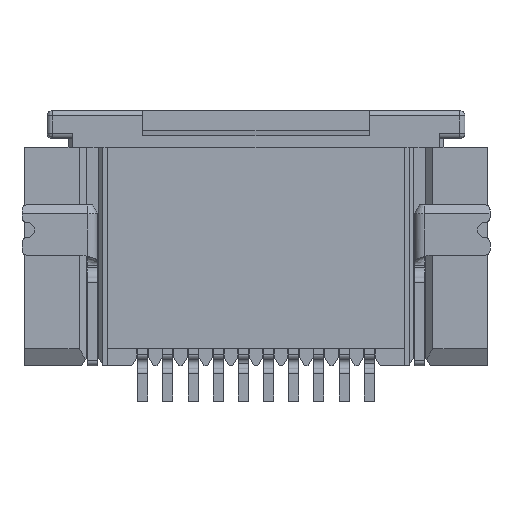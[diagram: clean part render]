
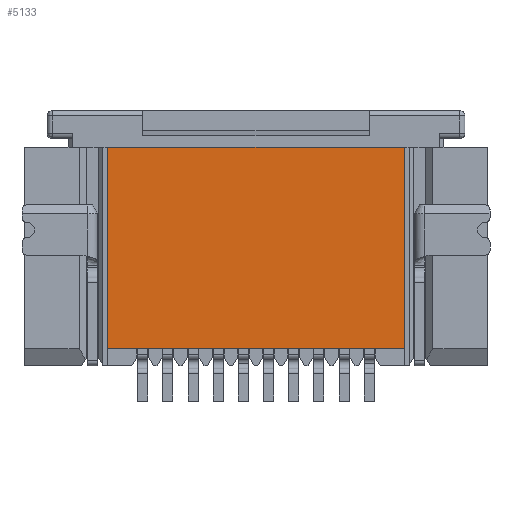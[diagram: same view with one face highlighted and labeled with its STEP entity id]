
A CAD part, front view. The second image highlights one B-rep face of the part: STEP entity #5133.
In plain terms, the highlighted planar face has unit normal (0, -1, 0).
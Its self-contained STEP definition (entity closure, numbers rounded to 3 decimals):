
#228 = LINE ( 'NONE', #32290, #17139 ) ;
#366 = VECTOR ( 'NONE', #39926, 1000. ) ;
#560 = ORIENTED_EDGE ( 'NONE', *, *, #19256, .F. ) ;
#697 = CARTESIAN_POINT ( 'NONE',  ( -4.635, -1.15, 3.956 ) ) ;
#991 = FACE_OUTER_BOUND ( 'NONE', #20035, .T. ) ;
#1833 = AXIS2_PLACEMENT_3D ( 'NONE', #33497, #13120, #36911 ) ;
#2532 = CARTESIAN_POINT ( 'NONE',  ( -4.635, -1.15, 5.781 ) ) ;
#5133 = ADVANCED_FACE ( 'NONE', ( #991 ), #9721, .T. ) ;
#6199 = EDGE_CURVE ( 'NONE', #32513, #26883, #36460, .T. ) ;
#8146 = ORIENTED_EDGE ( 'NONE', *, *, #38062, .F. ) ;
#8589 = CARTESIAN_POINT ( 'NONE',  ( 1.265, -1.15, 7.956 ) ) ;
#8926 = ORIENTED_EDGE ( 'NONE', *, *, #42835, .F. ) ;
#9721 = PLANE ( 'NONE',  #1833 ) ;
#10130 = DIRECTION ( 'NONE',  ( -1., 0., 0. ) ) ;
#13120 = DIRECTION ( 'NONE',  ( 0., -1., 0. ) ) ;
#13796 = VERTEX_POINT ( 'NONE', #25428 ) ;
#15319 = DIRECTION ( 'NONE',  ( 1., 0., 0. ) ) ;
#17139 = VECTOR ( 'NONE', #15319, 1000. ) ;
#19256 = EDGE_CURVE ( 'NONE', #32513, #43584, #228, .T. ) ;
#20035 = EDGE_LOOP ( 'NONE', ( #8146, #8926, #560, #24337 ) ) ;
#21150 = CARTESIAN_POINT ( 'NONE',  ( -4.635, -1.15, 7.956 ) ) ;
#24337 = ORIENTED_EDGE ( 'NONE', *, *, #6199, .T. ) ;
#25428 = CARTESIAN_POINT ( 'NONE',  ( 1.265, -1.15, 3.956 ) ) ;
#26883 = VERTEX_POINT ( 'NONE', #697 ) ;
#30509 = CARTESIAN_POINT ( 'NONE',  ( 1.565, -1.15, 3.956 ) ) ;
#32290 = CARTESIAN_POINT ( 'NONE',  ( 1.565, -1.15, 7.956 ) ) ;
#32513 = VERTEX_POINT ( 'NONE', #21150 ) ;
#32711 = VECTOR ( 'NONE', #10130, 1000. ) ;
#33497 = CARTESIAN_POINT ( 'NONE',  ( -2.283, -1.15, 8.036 ) ) ;
#35818 = CARTESIAN_POINT ( 'NONE',  ( 1.265, -1.15, 5.956 ) ) ;
#36460 = LINE ( 'NONE', #2532, #366 ) ;
#36911 = DIRECTION ( 'NONE',  ( 0., 0., -1. ) ) ;
#38062 = EDGE_CURVE ( 'NONE', #13796, #26883, #42801, .T. ) ;
#39244 = DIRECTION ( 'NONE',  ( 0., 0., -1. ) ) ;
#39659 = VECTOR ( 'NONE', #39244, 1000. ) ;
#39926 = DIRECTION ( 'NONE',  ( 0., 0., -1. ) ) ;
#40702 = LINE ( 'NONE', #35818, #39659 ) ;
#42801 = LINE ( 'NONE', #30509, #32711 ) ;
#42835 = EDGE_CURVE ( 'NONE', #43584, #13796, #40702, .T. ) ;
#43584 = VERTEX_POINT ( 'NONE', #8589 ) ;
